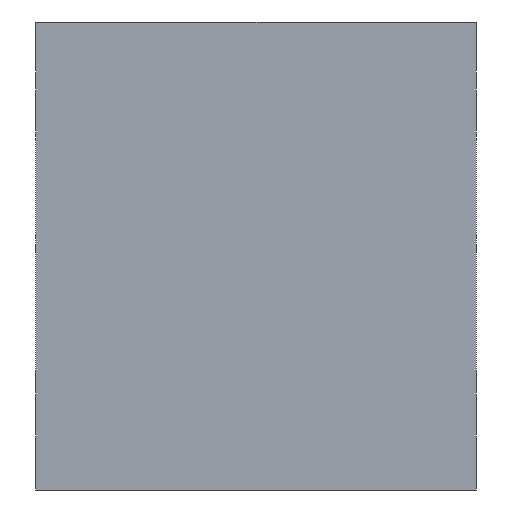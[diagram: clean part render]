
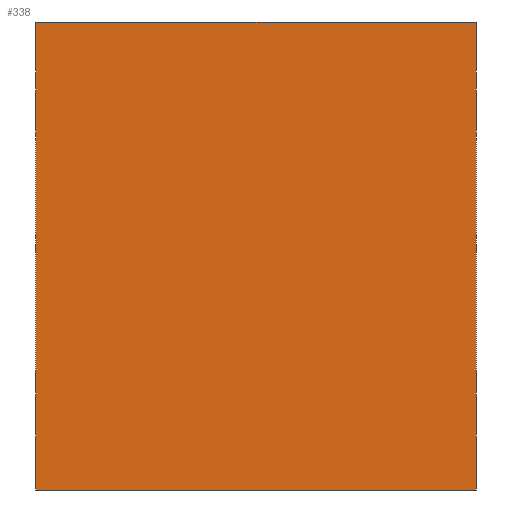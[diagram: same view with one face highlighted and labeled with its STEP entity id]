
A CAD part, left-side view. The second image highlights one B-rep face of the part: STEP entity #338.
In plain terms, the highlighted planar face has unit normal (-1, 0, 0).
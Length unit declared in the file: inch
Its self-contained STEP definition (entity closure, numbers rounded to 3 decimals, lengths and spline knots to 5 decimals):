
#40=PLANE('',#390);
#57=FACE_OUTER_BOUND('',#81,.T.);
#81=EDGE_LOOP('',(#287,#288,#289,#290));
#113=LINE('',#573,#135);
#115=LINE('',#577,#137);
#116=LINE('',#579,#138);
#117=LINE('',#580,#139);
#135=VECTOR('',#479,39.37008);
#137=VECTOR('',#483,39.37008);
#138=VECTOR('',#484,39.37008);
#139=VECTOR('',#485,39.37008);
#186=VERTEX_POINT('',#570);
#187=VERTEX_POINT('',#572);
#188=VERTEX_POINT('',#576);
#189=VERTEX_POINT('',#578);
#225=EDGE_CURVE('',#187,#186,#113,.T.);
#227=EDGE_CURVE('',#188,#186,#115,.T.);
#228=EDGE_CURVE('',#189,#188,#116,.T.);
#229=EDGE_CURVE('',#189,#187,#117,.T.);
#287=ORIENTED_EDGE('',*,*,#227,.F.);
#288=ORIENTED_EDGE('',*,*,#228,.F.);
#289=ORIENTED_EDGE('',*,*,#229,.T.);
#290=ORIENTED_EDGE('',*,*,#225,.T.);
#338=ADVANCED_FACE('',(#57),#40,.T.);
#390=AXIS2_PLACEMENT_3D('',#575,#481,#482);
#479=DIRECTION('',(0.,-1.,0.));
#481=DIRECTION('center_axis',(-1.,0.,0.));
#482=DIRECTION('ref_axis',(0.,0.,1.));
#483=DIRECTION('',(0.,0.,-1.));
#484=DIRECTION('',(0.,-1.,0.));
#485=DIRECTION('',(0.,0.,-1.));
#570=CARTESIAN_POINT('',(0.,0.,0.));
#572=CARTESIAN_POINT('',(0.,2.,0.));
#573=CARTESIAN_POINT('',(0.,2.,0.));
#575=CARTESIAN_POINT('Origin',(0.,2.,2.125));
#576=CARTESIAN_POINT('',(0.,0.,2.125));
#577=CARTESIAN_POINT('',(0.,0.,2.125));
#578=CARTESIAN_POINT('',(0.,2.,2.125));
#579=CARTESIAN_POINT('',(0.,2.,2.125));
#580=CARTESIAN_POINT('',(0.,2.,2.125));
